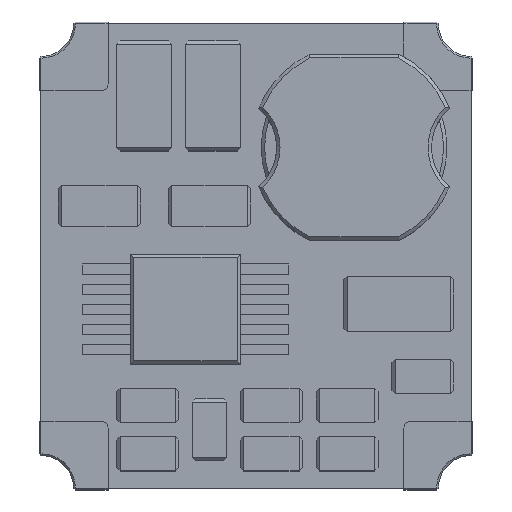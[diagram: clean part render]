
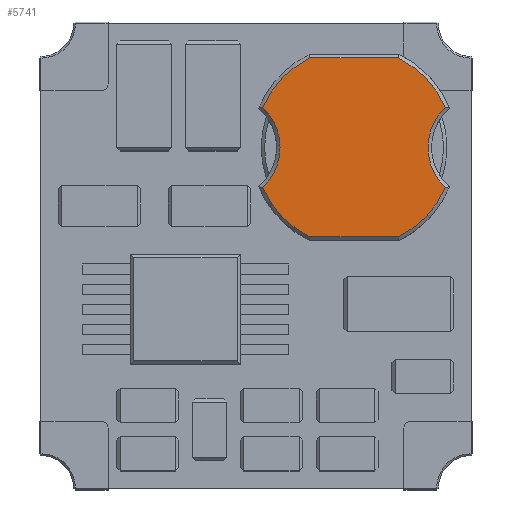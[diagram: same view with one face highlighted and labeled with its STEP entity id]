
A CAD part, top view. The second image highlights one B-rep face of the part: STEP entity #5741.
In plain terms, the highlighted planar face has unit normal (0, 0, 1).
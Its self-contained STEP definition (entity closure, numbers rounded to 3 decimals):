
#30=PLANE('',#6094);
#330=LINE('',#8099,#1022);
#331=LINE('',#8107,#1023);
#1022=VECTOR('',#6560,2.569);
#1023=VECTOR('',#6567,2.569);
#1739=FACE_OUTER_BOUND('',#2063,.T.);
#2063=EDGE_LOOP('',(#3847,#3848,#3849,#3850,#3851,#3852,#3853,#3854));
#2415=CIRCLE('',#6095,2.9);
#2416=CIRCLE('',#6096,1.6);
#2417=CIRCLE('',#6097,2.9);
#2418=CIRCLE('',#6098,2.9);
#2419=CIRCLE('',#6099,1.6);
#2420=CIRCLE('',#6100,2.9);
#2525=VERTEX_POINT('',#8097);
#2526=VERTEX_POINT('',#8098);
#2527=VERTEX_POINT('',#8100);
#2528=VERTEX_POINT('',#8102);
#2529=VERTEX_POINT('',#8104);
#2530=VERTEX_POINT('',#8106);
#2531=VERTEX_POINT('',#8108);
#2532=VERTEX_POINT('',#8110);
#3033=EDGE_CURVE('',#2525,#2526,#330,.T.);
#3034=EDGE_CURVE('',#2527,#2525,#2415,.T.);
#3035=EDGE_CURVE('',#2528,#2527,#2416,.T.);
#3036=EDGE_CURVE('',#2529,#2528,#2417,.T.);
#3037=EDGE_CURVE('',#2530,#2529,#331,.T.);
#3038=EDGE_CURVE('',#2531,#2530,#2418,.T.);
#3039=EDGE_CURVE('',#2532,#2531,#2419,.T.);
#3040=EDGE_CURVE('',#2526,#2532,#2420,.T.);
#3847=ORIENTED_EDGE('',*,*,#3033,.F.);
#3848=ORIENTED_EDGE('',*,*,#3034,.F.);
#3849=ORIENTED_EDGE('',*,*,#3035,.F.);
#3850=ORIENTED_EDGE('',*,*,#3036,.F.);
#3851=ORIENTED_EDGE('',*,*,#3037,.F.);
#3852=ORIENTED_EDGE('',*,*,#3038,.F.);
#3853=ORIENTED_EDGE('',*,*,#3039,.F.);
#3854=ORIENTED_EDGE('',*,*,#3040,.F.);
#5741=ADVANCED_FACE('',(#1739),#30,.T.);
#6094=AXIS2_PLACEMENT_3D('',#8096,#6558,#6559);
#6095=AXIS2_PLACEMENT_3D('',#8101,#6561,#6562);
#6096=AXIS2_PLACEMENT_3D('',#8103,#6563,#6564);
#6097=AXIS2_PLACEMENT_3D('',#8105,#6565,#6566);
#6098=AXIS2_PLACEMENT_3D('',#8109,#6568,#6569);
#6099=AXIS2_PLACEMENT_3D('',#8111,#6570,#6571);
#6100=AXIS2_PLACEMENT_3D('',#8112,#6572,#6573);
#6558=DIRECTION('center_axis',(0.,0.,1.));
#6559=DIRECTION('ref_axis',(1.,0.,0.));
#6560=DIRECTION('',(1.,0.,0.));
#6561=DIRECTION('center_axis',(0.,0.,-1.));
#6562=DIRECTION('ref_axis',(-0.436,0.9,0.));
#6563=DIRECTION('center_axis',(0.,0.,1.));
#6564=DIRECTION('ref_axis',(0.65,-0.76,0.));
#6565=DIRECTION('center_axis',(0.,0.,-1.));
#6566=DIRECTION('ref_axis',(-0.925,-0.38,0.));
#6567=DIRECTION('',(-1.,0.,0.));
#6568=DIRECTION('center_axis',(0.,0.,-1.));
#6569=DIRECTION('ref_axis',(0.436,-0.9,0.));
#6570=DIRECTION('center_axis',(0.,0.,1.));
#6571=DIRECTION('ref_axis',(-0.65,0.76,0.));
#6572=DIRECTION('center_axis',(0.,0.,-1.));
#6573=DIRECTION('ref_axis',(0.925,0.38,0.));
#8096=CARTESIAN_POINT('Origin',(2.85,3.15,3.41));
#8097=CARTESIAN_POINT('',(1.565,5.75,3.41));
#8098=CARTESIAN_POINT('',(4.135,5.75,3.41));
#8099=CARTESIAN_POINT('',(3.504,5.75,3.41));
#8100=CARTESIAN_POINT('',(0.195,4.317,3.41));
#8101=CARTESIAN_POINT('Origin',(2.85,3.15,3.41));
#8102=CARTESIAN_POINT('',(0.195,1.983,3.41));
#8103=CARTESIAN_POINT('Origin',(-0.9,3.15,3.41));
#8104=CARTESIAN_POINT('',(1.565,0.55,3.41));
#8105=CARTESIAN_POINT('Origin',(2.85,3.15,3.41));
#8106=CARTESIAN_POINT('',(4.135,0.55,3.41));
#8107=CARTESIAN_POINT('',(2.196,0.55,3.41));
#8108=CARTESIAN_POINT('',(5.505,1.983,3.41));
#8109=CARTESIAN_POINT('Origin',(2.85,3.15,3.41));
#8110=CARTESIAN_POINT('',(5.505,4.317,3.41));
#8111=CARTESIAN_POINT('Origin',(6.6,3.15,3.41));
#8112=CARTESIAN_POINT('Origin',(2.85,3.15,3.41));
